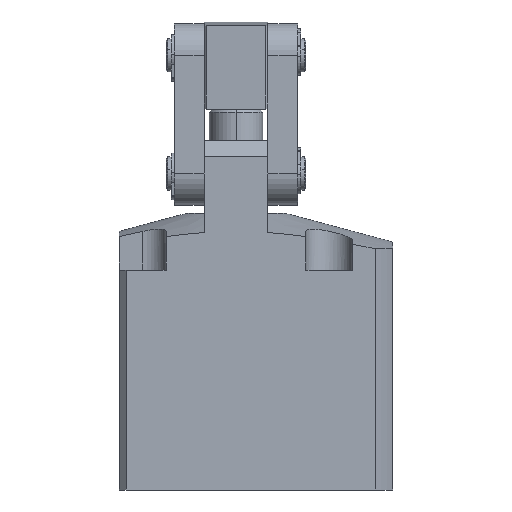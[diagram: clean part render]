
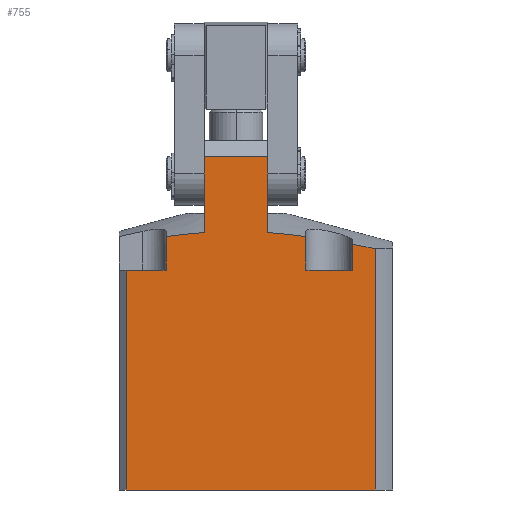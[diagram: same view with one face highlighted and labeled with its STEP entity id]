
A CAD part, front view. The second image highlights one B-rep face of the part: STEP entity #755.
In plain terms, the highlighted planar face has unit normal (0, -1, 0).
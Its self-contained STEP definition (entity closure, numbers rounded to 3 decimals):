
#755 = ADVANCED_FACE ( 'NONE', ( #9616 ), #7735, .F. ) ;
#1391 = EDGE_CURVE ( 'NONE', #6616, #6686, #9844, .T. ) ;
#1393 = EDGE_CURVE ( 'NONE', #6675, #6686, #5916, .T. ) ;
#1394 = EDGE_CURVE ( 'NONE', #6675, #6684, #9857, .T. ) ;
#1395 = EDGE_CURVE ( 'NONE', #6683, #6684, #9859, .T. ) ;
#1396 = EDGE_CURVE ( 'NONE', #6682, #6683, #9862, .T. ) ;
#1397 = EDGE_CURVE ( 'NONE', #6681, #6682, #7774, .T. ) ;
#1399 = EDGE_CURVE ( 'NONE', #6680, #6681, #9867, .T. ) ;
#1400 = EDGE_CURVE ( 'NONE', #6676, #6680, #9868, .T. ) ;
#1402 = EDGE_CURVE ( 'NONE', #6676, #6678, #9872, .T. ) ;
#1403 = EDGE_CURVE ( 'NONE', #6663, #6678, #7785, .T. ) ;
#1404 = EDGE_CURVE ( 'NONE', #6663, #6654, #9873, .T. ) ;
#1405 = EDGE_CURVE ( 'NONE', #6660, #6655, #9875, .T. ) ;
#1407 = EDGE_CURVE ( 'NONE', #6616, #6660, #9876, .T. ) ;
#1426 = EDGE_CURVE ( 'NONE', #6655, #6654, #9897, .T. ) ;
#2000 = AXIS2_PLACEMENT_3D ( 'NONE', #7730, #7737, #7738 ) ;
#2294 = DIRECTION ( 'NONE',  ( 0., 0., 1. ) ) ;
#2316 = CARTESIAN_POINT ( 'NONE',  ( -21., -35., 66. ) ) ;
#2323 = CARTESIAN_POINT ( 'NONE',  ( -9.5, -35., -500000. ) ) ;
#2325 = CARTESIAN_POINT ( 'NONE',  ( -13.339, -35., 77.032 ) ) ;
#2328 = CARTESIAN_POINT ( 'NONE',  ( -17.171, -35., 76.61 ) ) ;
#2329 = CARTESIAN_POINT ( 'NONE',  ( -9.5, -35., 100. ) ) ;
#2336 = CARTESIAN_POINT ( 'NONE',  ( -9.5, -35., 77.302 ) ) ;
#2338 = CARTESIAN_POINT ( 'NONE',  ( -21., -35., 76.082 ) ) ;
#2340 = DIRECTION ( 'NONE',  ( 0., 0., 1. ) ) ;
#2342 = CARTESIAN_POINT ( 'NONE',  ( 17.169, -35., 76.584 ) ) ;
#2344 = CARTESIAN_POINT ( 'NONE',  ( 19.089, -35., 76.346 ) ) ;
#2346 = DIRECTION ( 'NONE',  ( -1., 0., 0. ) ) ;
#2349 = CARTESIAN_POINT ( 'NONE',  ( 9.5, -35., -500000. ) ) ;
#2352 = DIRECTION ( 'NONE',  ( 0., 0., 1. ) ) ;
#2353 = CARTESIAN_POINT ( 'NONE',  ( 35., -35., 66. ) ) ;
#2355 = CARTESIAN_POINT ( 'NONE',  ( 21., -35., 76.082 ) ) ;
#2357 = DIRECTION ( 'NONE',  ( 0., 0., 1. ) ) ;
#2359 = CARTESIAN_POINT ( 'NONE',  ( 13.333, -35., 76.995 ) ) ;
#2360 = CARTESIAN_POINT ( 'NONE',  ( 11.416, -35., 77.167 ) ) ;
#2362 = CARTESIAN_POINT ( 'NONE',  ( 9.5, -35., 77.302 ) ) ;
#2369 = CARTESIAN_POINT ( 'NONE',  ( 21., -35., 66. ) ) ;
#2371 = DIRECTION ( 'NONE',  ( 0., 0., 1. ) ) ;
#2373 = CARTESIAN_POINT ( 'NONE',  ( 21., -35., 66. ) ) ;
#2376 = DIRECTION ( 'NONE',  ( -1., 0., 0. ) ) ;
#2378 = CARTESIAN_POINT ( 'NONE',  ( 37.263, -35., 73.328 ) ) ;
#2387 = CARTESIAN_POINT ( 'NONE',  ( 39.521, -35., 72.879 ) ) ;
#2388 = CARTESIAN_POINT ( 'NONE',  ( -33., -35., 83. ) ) ;
#2391 = CARTESIAN_POINT ( 'NONE',  ( 41.776, -35., 72.416 ) ) ;
#2393 = CARTESIAN_POINT ( 'NONE',  ( 35., -35., 73.756 ) ) ;
#2394 = CARTESIAN_POINT ( 'NONE',  ( 41.776, -35., 83. ) ) ;
#2397 = DIRECTION ( 'NONE',  ( -1., 0., 0. ) ) ;
#2399 = DIRECTION ( 'NONE',  ( 0., 0., -1. ) ) ;
#2400 = DIRECTION ( 'NONE',  ( 0., 0., -1. ) ) ;
#2408 = CARTESIAN_POINT ( 'NONE',  ( -35., -35., 66. ) ) ;
#2601 = CARTESIAN_POINT ( 'NONE',  ( 0., -35., 0. ) ) ;
#2633 = DIRECTION ( 'NONE',  ( 1., 0., 0. ) ) ;
#4941 = ORIENTED_EDGE ( 'NONE', *, *, #1391, .F. ) ;
#4942 = ORIENTED_EDGE ( 'NONE', *, *, #1393, .T. ) ;
#4943 = ORIENTED_EDGE ( 'NONE', *, *, #1394, .F. ) ;
#4944 = ORIENTED_EDGE ( 'NONE', *, *, #1395, .T. ) ;
#4945 = ORIENTED_EDGE ( 'NONE', *, *, #1396, .T. ) ;
#4951 = ORIENTED_EDGE ( 'NONE', *, *, #1397, .T. ) ;
#4952 = ORIENTED_EDGE ( 'NONE', *, *, #1399, .T. ) ;
#4953 = ORIENTED_EDGE ( 'NONE', *, *, #1400, .T. ) ;
#4954 = ORIENTED_EDGE ( 'NONE', *, *, #1402, .F. ) ;
#4955 = ORIENTED_EDGE ( 'NONE', *, *, #1403, .T. ) ;
#4956 = ORIENTED_EDGE ( 'NONE', *, *, #1404, .F. ) ;
#4957 = ORIENTED_EDGE ( 'NONE', *, *, #1426, .T. ) ;
#4958 = ORIENTED_EDGE ( 'NONE', *, *, #1405, .T. ) ;
#4959 = ORIENTED_EDGE ( 'NONE', *, *, #1407, .T. ) ;
#5916 = B_SPLINE_CURVE_WITH_KNOTS ( 'NONE', 3,
 ( #2336, #2325, #2328, #2338 ),
 .UNSPECIFIED., .F., .F.,
 ( 4, 4 ),
 ( 0.17, 0.181 ),
 .UNSPECIFIED. ) ;
#6381 = EDGE_LOOP ( 'NONE', ( #4959, #4958, #4957, #4956, #4955, #4954, #4953, #4952, #4951, #4945, #4944, #4943, #4942, #4941 ) ) ;
#6616 = VERTEX_POINT ( 'NONE', #8918 ) ;
#6654 = VERTEX_POINT ( 'NONE', #8956 ) ;
#6655 = VERTEX_POINT ( 'NONE', #8957 ) ;
#6660 = VERTEX_POINT ( 'NONE', #8962 ) ;
#6663 = VERTEX_POINT ( 'NONE', #8965 ) ;
#6675 = VERTEX_POINT ( 'NONE', #8977 ) ;
#6676 = VERTEX_POINT ( 'NONE', #8978 ) ;
#6678 = VERTEX_POINT ( 'NONE', #8980 ) ;
#6680 = VERTEX_POINT ( 'NONE', #8982 ) ;
#6681 = VERTEX_POINT ( 'NONE', #8983 ) ;
#6682 = VERTEX_POINT ( 'NONE', #8984 ) ;
#6683 = VERTEX_POINT ( 'NONE', #8985 ) ;
#6684 = VERTEX_POINT ( 'NONE', #8986 ) ;
#6686 = VERTEX_POINT ( 'NONE', #8988 ) ;
#7730 = CARTESIAN_POINT ( 'NONE',  ( 0., -35., 83. ) ) ;
#7735 = PLANE ( 'NONE',  #2000 ) ;
#7737 = DIRECTION ( 'NONE',  ( 0., 1., 0. ) ) ;
#7738 = DIRECTION ( 'NONE',  ( 0., 0., 1. ) ) ;
#7774 = B_SPLINE_CURVE_WITH_KNOTS ( 'NONE', 3,
 ( #2355, #2344, #2342, #2359, #2360, #2362 ),
 .UNSPECIFIED., .F., .F.,
 ( 4, 2, 4 ),
 ( 0.139, 0.145, 0.151 ),
 .UNSPECIFIED. ) ;
#7785 = B_SPLINE_CURVE_WITH_KNOTS ( 'NONE', 3,
 ( #2391, #2387, #2378, #2393 ),
 .UNSPECIFIED., .F., .F.,
 ( 4, 4 ),
 ( 0.118, 0.125 ),
 .UNSPECIFIED. ) ;
#8918 = CARTESIAN_POINT ( 'NONE',  ( -21., -35., 66. ) ) ;
#8956 = CARTESIAN_POINT ( 'NONE',  ( 41.776, -35., 0. ) ) ;
#8957 = CARTESIAN_POINT ( 'NONE',  ( -33., -35., 0. ) ) ;
#8962 = CARTESIAN_POINT ( 'NONE',  ( -33., -35., 66. ) ) ;
#8965 = CARTESIAN_POINT ( 'NONE',  ( 41.776, -35., 72.416 ) ) ;
#8977 = CARTESIAN_POINT ( 'NONE',  ( -9.5, -35., 77.302 ) ) ;
#8978 = CARTESIAN_POINT ( 'NONE',  ( 35., -35., 66. ) ) ;
#8980 = CARTESIAN_POINT ( 'NONE',  ( 35., -35., 73.756 ) ) ;
#8982 = CARTESIAN_POINT ( 'NONE',  ( 21., -35., 66. ) ) ;
#8983 = CARTESIAN_POINT ( 'NONE',  ( 21., -35., 76.082 ) ) ;
#8984 = CARTESIAN_POINT ( 'NONE',  ( 9.5, -35., 77.302 ) ) ;
#8985 = CARTESIAN_POINT ( 'NONE',  ( 9.5, -35., 100. ) ) ;
#8986 = CARTESIAN_POINT ( 'NONE',  ( -9.5, -35., 100. ) ) ;
#8988 = CARTESIAN_POINT ( 'NONE',  ( -21., -35., 76.082 ) ) ;
#9616 = FACE_OUTER_BOUND ( 'NONE', #6381, .T. ) ;
#9844 = LINE ( 'NONE', #2316, #9858 ) ;
#9857 = LINE ( 'NONE', #2323, #9860 ) ;
#9858 = VECTOR ( 'NONE', #2294, 1000. ) ;
#9859 = LINE ( 'NONE', #2329, #9863 ) ;
#9860 = VECTOR ( 'NONE', #2340, 1000. ) ;
#9862 = LINE ( 'NONE', #2349, #9865 ) ;
#9863 = VECTOR ( 'NONE', #2346, 1000. ) ;
#9865 = VECTOR ( 'NONE', #2352, 1000. ) ;
#9866 = VECTOR ( 'NONE', #2399, 1000. ) ;
#9867 = LINE ( 'NONE', #2369, #9869 ) ;
#9868 = LINE ( 'NONE', #2373, #9871 ) ;
#9869 = VECTOR ( 'NONE', #2371, 1000. ) ;
#9871 = VECTOR ( 'NONE', #2376, 1000. ) ;
#9872 = LINE ( 'NONE', #2353, #9874 ) ;
#9873 = LINE ( 'NONE', #2394, #9866 ) ;
#9874 = VECTOR ( 'NONE', #2357, 1000. ) ;
#9875 = LINE ( 'NONE', #2388, #9878 ) ;
#9876 = LINE ( 'NONE', #2408, #9881 ) ;
#9878 = VECTOR ( 'NONE', #2400, 1000. ) ;
#9881 = VECTOR ( 'NONE', #2397, 1000. ) ;
#9897 = LINE ( 'NONE', #2601, #9906 ) ;
#9906 = VECTOR ( 'NONE', #2633, 1000. ) ;
